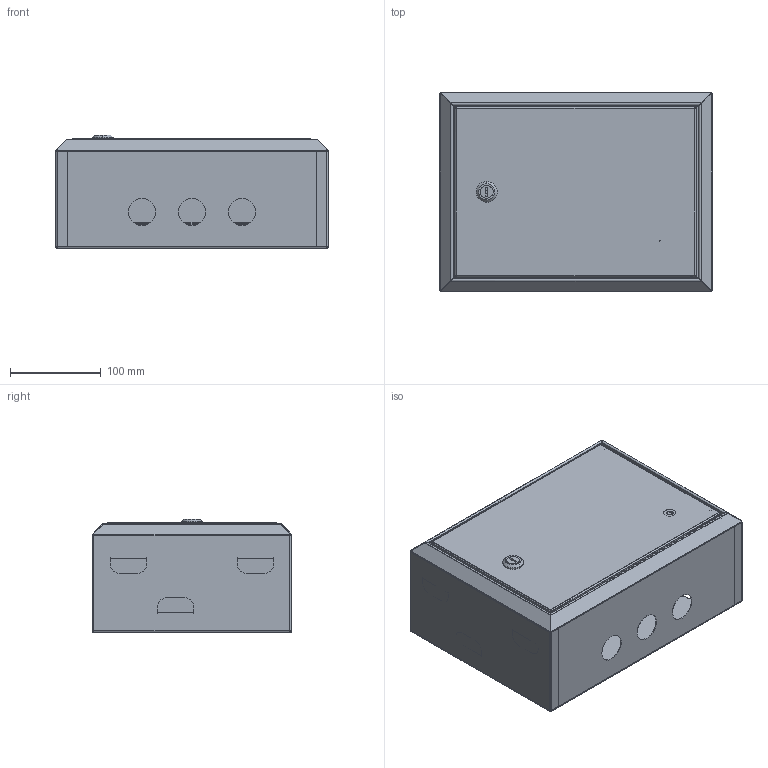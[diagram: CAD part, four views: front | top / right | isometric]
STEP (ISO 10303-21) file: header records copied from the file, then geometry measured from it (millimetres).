
FILE_DESCRIPTION (( 'STEP AP203' ), '1' );
FILE_NAME ('ÙÐÍ-12 ñ øèíàìè (220õ300õ120) IP31 EKF PROxima.STEP', '2021-07-13T07:54:32', ( '' ), ( '' ), 'SwSTEP 2.0', 'SolidWorks 2021', '' );
FILE_SCHEMA (( 'CONFIG_CONTROL_DESIGN' ));
Length unit declared in the file: millimetre
Products named in the file (29): ÌÈ-690.03.00.001 Ôàëüøïàíåëü; ßçû÷îê 2; ÙÐÍ-12 ñ øèíàìè (220õ300õ120) IP31 EKF PROxima; Ïðîêëàäêà; ÌÈ-1662.01.00.000 Êîðïóñ â ñáîðå; ÌÈ-690.02.00.000 Äâåðü â ñáîðå; ÌÈ-1662.01.01.000 Ñòåíêà çàäíÿÿ â ñáîðå; ÌÈ-1662.01.01.001 Ñòåíêà çàäíÿÿ; Çàìîê ïî÷òîâûé; Âíóòðåííåå òåëî çàìêà; Ïðîêëàäêà ìåòàëëè÷åñêàÿ 2; pan head cross recess screw_din_ISO 7045 - M4 x 6 - Z --- 6N; Çàêëåïêà öèëèíäðè÷åñêàÿ Ì4 ÑÒ-Á ñ âíóòðåííåé ðåçüáîé_Œ8; ÌÈ-690.03.00.000 Ôàëüøïàíåëü â ñáîðå; pan head cross recess screw_din_ISO 7045 - M4 x 16 - Z --- 16N; ﾌﾈ-690.02.00.001 ﾄ粢; Ãàéêà; hex flange nut_din_Hexagon Flange Nut DIN 6923 - M6 - N; Øïèëüêà Ì4õ16; Êðîíøòåéí 40õ40; 哏铌; DIN-ðåéêà; ÌÈ-690.01.01.001 Ñòåíêà âåðõíÿÿ; Ïðîêëàäêà ìåòàëëè÷åñêàÿ; Òåëî çàìêà; ÌÈ-1662.01.00.001 Ñòåíêà íèæíÿÿ; cross ph tapping 968_din_Screw DIN 968-ST4.2x13-C-H-N; ÌÈ-690.01.01.000 Ñòåíêà âåðõíÿÿ â ñáîðå; Øïèëüêà Ì6õ12
Assembly tree (44 placements, depth 4):
  ÙÐÍ-12 ñ øèíàìè (220õ300õ120) IP31 EKF PROxima
    ÌÈ-1662.01.00.000 Êîðïóñ â ñáîðå
      ÌÈ-690.01.01.000 Ñòåíêà âåðõíÿÿ â ñáîðå
        ÌÈ-690.01.01.001 Ñòåíêà âåðõíÿÿ
        Êðîíøòåéí 40õ40  x6
        Øïèëüêà Ì6õ12
      ÌÈ-1662.01.01.000 Ñòåíêà çàäíÿÿ â ñáîðå
        ÌÈ-1662.01.01.001 Ñòåíêà çàäíÿÿ
        Øïèëüêà Ì4õ16  x2
      ÌÈ-1662.01.00.001 Ñòåíêà íèæíÿÿ
    ÌÈ-690.02.00.000 Äâåðü â ñáîðå
      ﾌﾈ-690.02.00.001 ﾄ粢
      Øïèëüêà Ì6õ12
      Çàêëåïêà öèëèíäðè÷åñêàÿ Ì4 ÑÒ-Á ñ âíóòðåííåé ðåçüáîé_Œ8  x2
      Çàìîê ïî÷òîâûé
        Òåëî çàìêà
        Ïðîêëàäêà ìåòàëëè÷åñêàÿ
        哏铌
        Ïðîêëàäêà
        pan head cross recess screw_din_ISO 7045 - M4 x 6 - Z --- 6N
        Ïðîêëàäêà ìåòàëëè÷åñêàÿ 2
        Ãàéêà
        Âíóòðåííåå òåëî çàìêà
        ßçû÷îê 2
    hex flange nut_din_Hexagon Flange Nut DIN 6923 - M6 - N  x2
    DIN-ðåéêà
    ÌÈ-690.03.00.000 Ôàëüøïàíåëü â ñáîðå
      ÌÈ-690.03.00.001 Ôàëüøïàíåëü
      Øïèëüêà Ì6õ12
    pan head cross recess screw_din_ISO 7045 - M4 x 16 - Z --- 16N  x2
    cross ph tapping 968_din_Screw DIN 968-ST4.2x13-C-H-N  x6
Bounding box: 300 x 220 x 125.51 mm (x, y, z)
Volume: 260731.6 mm3; surface area: 701488.3 mm2
Topology: 38 solids, 38 shells, 1282 faces, 3173 edges, 1991 vertices
Faces by surface type: plane 676, cylinder 332, bspline 154, cone 78, torus 24, sphere 18
Entity records: 31288 total; most frequent: CARTESIAN_POINT 8787, ORIENTED_EDGE 3962, DIRECTION 3815, EDGE_CURVE 1981, AXIS2_PLACEMENT_3D 1297, VERTEX_POINT 1227, VECTOR 1221, LINE 1221
